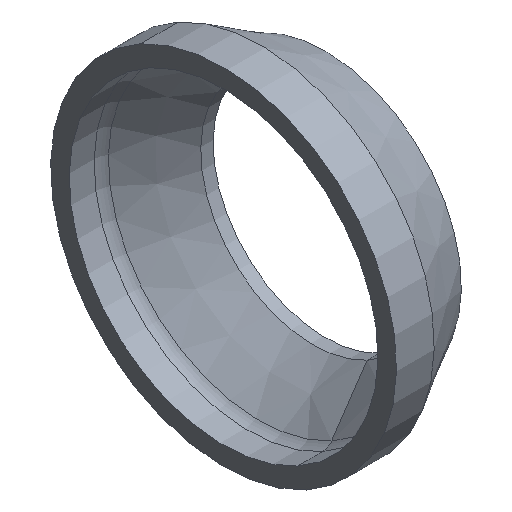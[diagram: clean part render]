
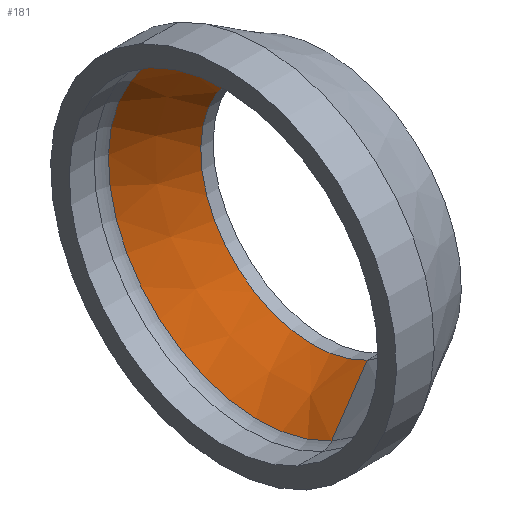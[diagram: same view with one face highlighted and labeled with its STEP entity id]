
A CAD part, isometric view. The second image highlights one B-rep face of the part: STEP entity #181.
In plain terms, the highlighted conical face has half-angle 35.595 degrees and reference radius 18.2 mm.
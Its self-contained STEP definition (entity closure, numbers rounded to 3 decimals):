
#70=CARTESIAN_POINT('Vertex',(-2.,8.726,15.972)) ;
#73=CARTESIAN_POINT('Axis2P3D Location',(-2.,0.,0.)) ;
#77=CARTESIAN_POINT('Vertex',(-2.,-8.726,-15.972)) ;
#151=CARTESIAN_POINT('Axis2P3D Location',(-2.,0.,0.)) ;
#156=CARTESIAN_POINT('Axis2P3D Location',(-10.717,0.,0.)) ;
#160=CARTESIAN_POINT('Vertex',(-10.717,-11.717,-21.448)) ;
#162=CARTESIAN_POINT('Vertex',(-10.717,11.717,21.448)) ;
#165=CARTESIAN_POINT('Line Origine',(-6.75,-10.356,-18.956)) ;
#170=CARTESIAN_POINT('Line Origine',(-6.75,10.356,18.956)) ;
#74=DIRECTION('Axis2P3D Direction',(-1.,0.,0.)) ;
#152=DIRECTION('Axis2P3D Direction',(-1.,0.,0.)) ;
#153=DIRECTION('Axis2P3D XDirection',(0.,0.479,0.878)) ;
#157=DIRECTION('Axis2P3D Direction',(-1.,0.,0.)) ;
#166=DIRECTION('Vector Direction',(-0.813,-0.279,-0.511)) ;
#171=DIRECTION('Vector Direction',(-0.813,0.279,0.511)) ;
#75=AXIS2_PLACEMENT_3D('Circle Axis2P3D',#73,#74,$) ;
#154=AXIS2_PLACEMENT_3D('Cone Axis2P3D',#151,#152,#153) ;
#158=AXIS2_PLACEMENT_3D('Circle Axis2P3D',#156,#157,$) ;
#176=ORIENTED_EDGE('',*,*,#164,.F.) ;
#177=ORIENTED_EDGE('',*,*,#169,.F.) ;
#178=ORIENTED_EDGE('',*,*,#79,.F.) ;
#179=ORIENTED_EDGE('',*,*,#174,.T.) ;
#167=VECTOR('Line Direction',#166,1.) ;
#172=VECTOR('Line Direction',#171,1.) ;
#181=ADVANCED_FACE('Corps principal',(#180),#155,.F.) ;
#76=CIRCLE('generated circle',#75,18.2) ;
#159=CIRCLE('generated circle',#158,24.439) ;
#155=CONICAL_SURFACE('Cone',#154,18.2,0.621) ;
#79=EDGE_CURVE('',#71,#78,#76,.T.) ;
#164=EDGE_CURVE('',#161,#163,#159,.F.) ;
#169=EDGE_CURVE('',#78,#161,#168,.T.) ;
#174=EDGE_CURVE('',#71,#163,#173,.T.) ;
#175=EDGE_LOOP('',(#176,#177,#178,#179)) ;
#180=FACE_OUTER_BOUND('',#175,.T.) ;
#168=LINE('Line',#165,#167) ;
#173=LINE('Line',#170,#172) ;
#71=VERTEX_POINT('',#70) ;
#78=VERTEX_POINT('',#77) ;
#161=VERTEX_POINT('',#160) ;
#163=VERTEX_POINT('',#162) ;
